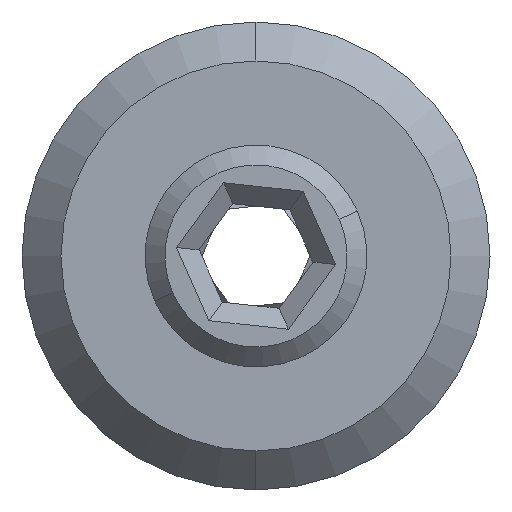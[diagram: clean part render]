
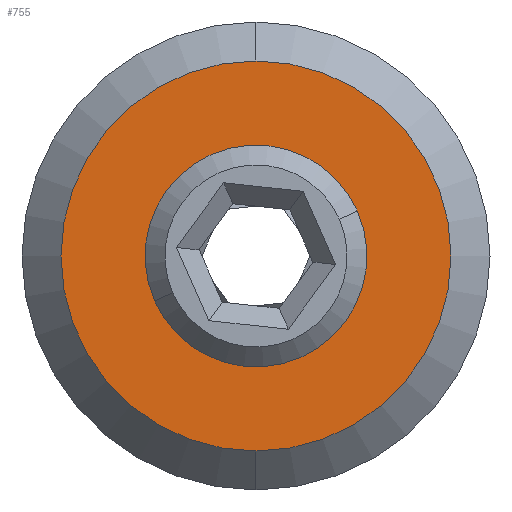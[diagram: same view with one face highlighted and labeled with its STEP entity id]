
A CAD part, left-side view. The second image highlights one B-rep face of the part: STEP entity #755.
In plain terms, the highlighted planar face has unit normal (-1, 0, 0).
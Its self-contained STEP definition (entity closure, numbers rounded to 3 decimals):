
#1 = CARTESIAN_POINT ( 'NONE',  ( -126.53, 1.665, 12.7 ) ) ;
#134 = CIRCLE ( 'NONE', #1178, 1.38 ) ;
#152 = EDGE_LOOP ( 'NONE', ( #1080, #1214 ) ) ;
#435 = AXIS2_PLACEMENT_3D ( 'NONE', #1, #1764, #940 ) ;
#442 = DIRECTION ( 'NONE',  ( 0., 0., -1. ) ) ;
#457 = CIRCLE ( 'NONE', #1363, 1.38 ) ;
#508 = CARTESIAN_POINT ( 'NONE',  ( -126.53, 1.665, 12.7 ) ) ;
#537 = CIRCLE ( 'NONE', #435, 2.5 ) ;
#557 = ORIENTED_EDGE ( 'NONE', *, *, #1687, .T. ) ;
#690 = AXIS2_PLACEMENT_3D ( 'NONE', #508, #1648, #1695 ) ;
#727 = CARTESIAN_POINT ( 'NONE',  ( -126.53, 1.665, 11.32 ) ) ;
#728 = FACE_BOUND ( 'NONE', #152, .T. ) ;
#749 = CARTESIAN_POINT ( 'NONE',  ( -126.53, 1.665, 10.2 ) ) ;
#755 = ADVANCED_FACE ( 'NONE', ( #728, #1734 ), #1367, .F. ) ;
#765 = CARTESIAN_POINT ( 'NONE',  ( -126.53, 1.665, 12.7 ) ) ;
#917 = DIRECTION ( 'NONE',  ( 0., 0., -1. ) ) ;
#935 = EDGE_LOOP ( 'NONE', ( #557, #1551 ) ) ;
#940 = DIRECTION ( 'NONE',  ( 0., 0., -1. ) ) ;
#1040 = VERTEX_POINT ( 'NONE', #1485 ) ;
#1080 = ORIENTED_EDGE ( 'NONE', *, *, #1820, .T. ) ;
#1112 = AXIS2_PLACEMENT_3D ( 'NONE', #1759, #1392, #442 ) ;
#1173 = CARTESIAN_POINT ( 'NONE',  ( -126.53, 1.665, 15.2 ) ) ;
#1178 = AXIS2_PLACEMENT_3D ( 'NONE', #1778, #1795, #1285 ) ;
#1214 = ORIENTED_EDGE ( 'NONE', *, *, #1547, .T. ) ;
#1251 = EDGE_CURVE ( 'NONE', #1815, #1472, #537, .T. ) ;
#1285 = DIRECTION ( 'NONE',  ( 0., 0., -1. ) ) ;
#1363 = AXIS2_PLACEMENT_3D ( 'NONE', #765, #1738, #917 ) ;
#1367 = PLANE ( 'NONE',  #1112 ) ;
#1392 = DIRECTION ( 'NONE',  ( 1., 0., 0. ) ) ;
#1472 = VERTEX_POINT ( 'NONE', #749 ) ;
#1485 = CARTESIAN_POINT ( 'NONE',  ( -126.53, 1.665, 14.08 ) ) ;
#1488 = VERTEX_POINT ( 'NONE', #727 ) ;
#1547 = EDGE_CURVE ( 'NONE', #1040, #1488, #134, .T. ) ;
#1551 = ORIENTED_EDGE ( 'NONE', *, *, #1251, .T. ) ;
#1648 = DIRECTION ( 'NONE',  ( -1., 0., 0. ) ) ;
#1649 = CIRCLE ( 'NONE', #690, 2.5 ) ;
#1687 = EDGE_CURVE ( 'NONE', #1472, #1815, #1649, .T. ) ;
#1695 = DIRECTION ( 'NONE',  ( 0., 0., -1. ) ) ;
#1734 = FACE_OUTER_BOUND ( 'NONE', #935, .T. ) ;
#1738 = DIRECTION ( 'NONE',  ( 1., 0., 0. ) ) ;
#1759 = CARTESIAN_POINT ( 'NONE',  ( -126.53, 1.665, 12.7 ) ) ;
#1764 = DIRECTION ( 'NONE',  ( -1., 0., 0. ) ) ;
#1778 = CARTESIAN_POINT ( 'NONE',  ( -126.53, 1.665, 12.7 ) ) ;
#1795 = DIRECTION ( 'NONE',  ( 1., 0., 0. ) ) ;
#1815 = VERTEX_POINT ( 'NONE', #1173 ) ;
#1820 = EDGE_CURVE ( 'NONE', #1488, #1040, #457, .T. ) ;
